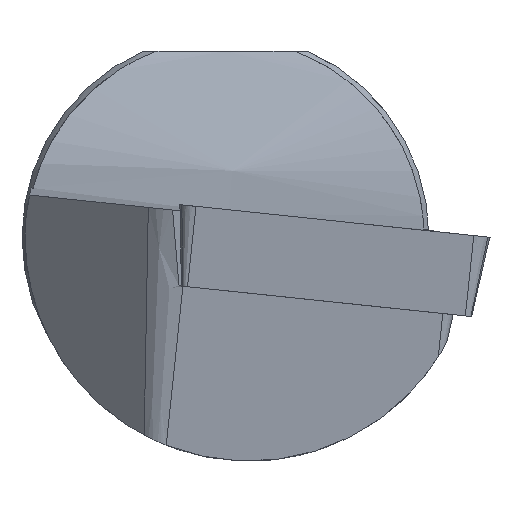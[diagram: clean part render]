
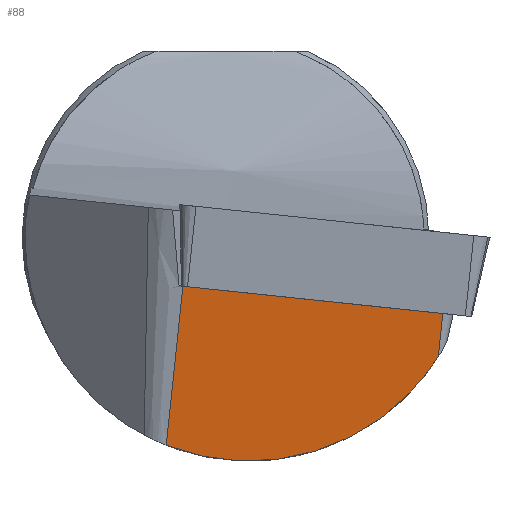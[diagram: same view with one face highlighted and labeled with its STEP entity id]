
A CAD part, left-side view. The second image highlights one B-rep face of the part: STEP entity #88.
In plain terms, the highlighted planar face has unit normal (-0.993, 0.013, -0.121).
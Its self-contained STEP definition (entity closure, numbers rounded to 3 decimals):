
#88=ADVANCED_FACE('',(#135),#119,.T.);
#119=PLANE('',#576);
#135=FACE_OUTER_BOUND('',#165,.T.);
#165=EDGE_LOOP('',(#227,#228,#229,#230));
#216=ELLIPSE('',#575,11.083,11.);
#227=ORIENTED_EDGE('',*,*,#432,.F.);
#228=ORIENTED_EDGE('',*,*,#433,.T.);
#229=ORIENTED_EDGE('',*,*,#434,.T.);
#230=ORIENTED_EDGE('',*,*,#435,.F.);
#381=VERTEX_POINT('',#794);
#382=VERTEX_POINT('',#795);
#383=VERTEX_POINT('',#797);
#384=VERTEX_POINT('',#799);
#432=EDGE_CURVE('',#381,#382,#506,.T.);
#433=EDGE_CURVE('',#381,#383,#507,.T.);
#434=EDGE_CURVE('',#383,#384,#216,.T.);
#435=EDGE_CURVE('',#382,#384,#508,.T.);
#506=LINE('',#793,#541);
#507=LINE('',#796,#542);
#508=LINE('',#800,#543);
#541=VECTOR('',#636,1.);
#542=VECTOR('',#637,1.);
#543=VECTOR('',#640,1.);
#575=AXIS2_PLACEMENT_3D('',#798,#638,#639);
#576=AXIS2_PLACEMENT_3D('',#801,#641,#642);
#636=DIRECTION('',(0.,-0.995,-0.105));
#637=DIRECTION('',(0.122,0.104,-0.987));
#638=DIRECTION('',(-0.993,0.013,-0.121));
#639=DIRECTION('',(0.122,0.104,-0.987));
#640=DIRECTION('',(0.122,0.104,-0.987));
#641=DIRECTION('',(-0.993,0.013,-0.121));
#642=DIRECTION('',(-0.121,0.,0.993));
#793=CARTESIAN_POINT('',(0.687,-10.879,-3.768));
#794=CARTESIAN_POINT('',(0.687,2.094,-2.404));
#795=CARTESIAN_POINT('',(0.687,-10.679,-3.747));
#796=CARTESIAN_POINT('',(0.2,1.679,1.544));
#797=CARTESIAN_POINT('',(1.653,2.915,-10.221));
#798=CARTESIAN_POINT('',(0.352,-1.15,0.));
#799=CARTESIAN_POINT('',(0.949,-10.456,-5.865));
#800=CARTESIAN_POINT('',(0.2,-11.094,0.201));
#801=CARTESIAN_POINT('',(0.2,-11.294,0.18));
